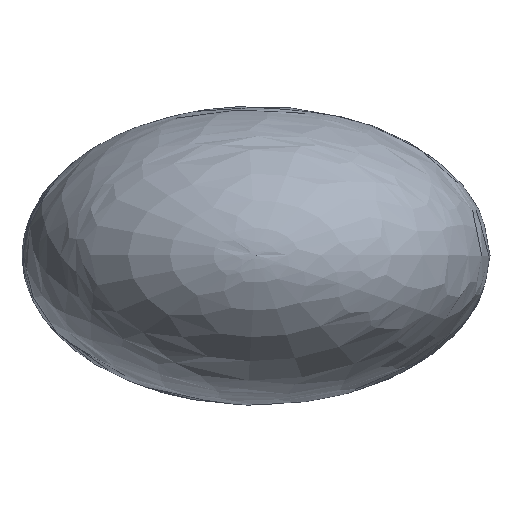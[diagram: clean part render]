
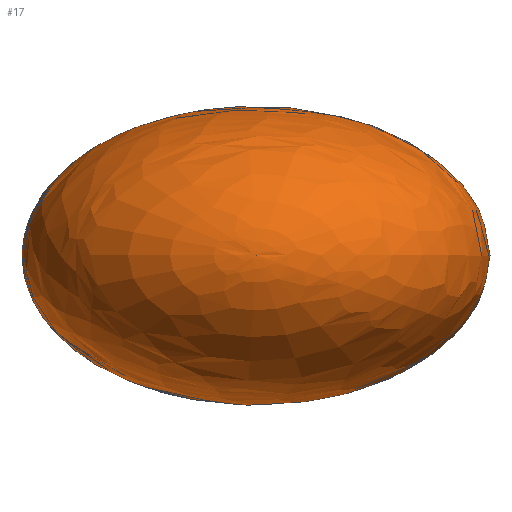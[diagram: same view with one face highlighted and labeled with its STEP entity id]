
A CAD part, top view. The second image highlights one B-rep face of the part: STEP entity #17.
In plain terms, the highlighted free-form (B-spline) face has degree [2, 2] with [7, 5] control points.
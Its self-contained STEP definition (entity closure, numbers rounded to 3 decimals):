
#17 = ADVANCED_FACE('',(#18,#108),#156,.T.);
#18 = FACE_BOUND('',#19,.T.);
#19 = EDGE_LOOP('',(#20,#32,#33,#44,#55,#66,#76,#77,#88,#99));
#20 = ORIENTED_EDGE('',*,*,#21,.T.);
#21 = EDGE_CURVE('',#22,#24,#26,.T.);
#22 = VERTEX_POINT('',#23);
#23 = CARTESIAN_POINT('',(2.75,0.,1.277));
#24 = VERTEX_POINT('',#25);
#25 = CARTESIAN_POINT('',(0.,0.,7.2));
#26 = ( BOUNDED_CURVE() B_SPLINE_CURVE(2,(#27,#28,#29,#30,#31),
.UNSPECIFIED.,.F.,.F.) B_SPLINE_CURVE_WITH_KNOTS((3,2,3),(4.712
,6.283,7.854),.PIECEWISE_BEZIER_KNOTS.) CURVE() 
GEOMETRIC_REPRESENTATION_ITEM() RATIONAL_B_SPLINE_CURVE((1.,
0.707,1.,0.707,1.)) REPRESENTATION_ITEM('') );
#27 = CARTESIAN_POINT('',(0.,0.,0.));
#28 = CARTESIAN_POINT('',(3.6,0.,0.));
#29 = CARTESIAN_POINT('',(3.6,0.,3.6));
#30 = CARTESIAN_POINT('',(3.6,0.,7.2));
#31 = CARTESIAN_POINT('',(0.,0.,7.2));
#32 = ORIENTED_EDGE('',*,*,#21,.F.);
#33 = ORIENTED_EDGE('',*,*,#34,.F.);
#34 = EDGE_CURVE('',#35,#22,#37,.T.);
#35 = VERTEX_POINT('',#36);
#36 = CARTESIAN_POINT('',(2.75,0.25,1.31));
#37 = B_SPLINE_CURVE_WITH_KNOTS('',5,(#38,#39,#40,#41,#42,#43),
  .UNSPECIFIED.,.F.,.F.,(6,6),(0.,1.),.PIECEWISE_BEZIER_KNOTS.);
#38 = CARTESIAN_POINT('',(2.75,0.25,1.31));
#39 = CARTESIAN_POINT('',(2.75,0.2,1.297));
#40 = CARTESIAN_POINT('',(2.75,0.15,1.287));
#41 = CARTESIAN_POINT('',(2.75,0.1,1.28));
#42 = CARTESIAN_POINT('',(2.75,0.05,1.277));
#43 = CARTESIAN_POINT('',(2.75,0.,1.277));
#44 = ORIENTED_EDGE('',*,*,#45,.T.);
#45 = EDGE_CURVE('',#35,#46,#48,.T.);
#46 = VERTEX_POINT('',#47);
#47 = CARTESIAN_POINT('',(2.25,0.25,0.817));
#48 = B_SPLINE_CURVE_WITH_KNOTS('',5,(#49,#50,#51,#52,#53,#54),
  .UNSPECIFIED.,.F.,.F.,(6,6),(0.,1.),.PIECEWISE_BEZIER_KNOTS.);
#49 = CARTESIAN_POINT('',(2.75,0.25,1.31));
#50 = CARTESIAN_POINT('',(2.66,0.25,1.202));
#51 = CARTESIAN_POINT('',(2.565,0.25,1.098));
#52 = CARTESIAN_POINT('',(2.464,0.25,0.999));
#53 = CARTESIAN_POINT('',(2.359,0.25,0.905));
#54 = CARTESIAN_POINT('',(2.25,0.25,0.817));
#55 = ORIENTED_EDGE('',*,*,#56,.T.);
#56 = EDGE_CURVE('',#46,#57,#59,.T.);
#57 = VERTEX_POINT('',#58);
#58 = CARTESIAN_POINT('',(2.25,0.,0.79));
#59 = B_SPLINE_CURVE_WITH_KNOTS('',5,(#60,#61,#62,#63,#64,#65),
  .UNSPECIFIED.,.F.,.F.,(6,6),(0.,1.),.PIECEWISE_BEZIER_KNOTS.);
#60 = CARTESIAN_POINT('',(2.25,0.25,0.817));
#61 = CARTESIAN_POINT('',(2.25,0.199,0.806));
#62 = CARTESIAN_POINT('',(2.25,0.149,0.798));
#63 = CARTESIAN_POINT('',(2.25,0.099,0.792));
#64 = CARTESIAN_POINT('',(2.25,0.049,0.79));
#65 = CARTESIAN_POINT('',(2.25,0.,0.79));
#66 = ORIENTED_EDGE('',*,*,#67,.F.);
#67 = EDGE_CURVE('',#68,#57,#70,.T.);
#68 = VERTEX_POINT('',#69);
#69 = CARTESIAN_POINT('',(0.,0.,0.));
#70 = ( BOUNDED_CURVE() B_SPLINE_CURVE(2,(#71,#72,#73,#74,#75),
.UNSPECIFIED.,.F.,.F.) B_SPLINE_CURVE_WITH_KNOTS((3,2,3),(4.712
,6.283,7.854),.PIECEWISE_BEZIER_KNOTS.) CURVE() 
GEOMETRIC_REPRESENTATION_ITEM() RATIONAL_B_SPLINE_CURVE((1.,
0.707,1.,0.707,1.)) REPRESENTATION_ITEM('') );
#71 = CARTESIAN_POINT('',(0.,0.,0.));
#72 = CARTESIAN_POINT('',(3.6,0.,0.));
#73 = CARTESIAN_POINT('',(3.6,0.,3.6));
#74 = CARTESIAN_POINT('',(3.6,0.,7.2));
#75 = CARTESIAN_POINT('',(0.,0.,7.2));
#76 = ORIENTED_EDGE('',*,*,#67,.T.);
#77 = ORIENTED_EDGE('',*,*,#78,.T.);
#78 = EDGE_CURVE('',#57,#79,#81,.T.);
#79 = VERTEX_POINT('',#80);
#80 = CARTESIAN_POINT('',(2.25,-0.25,0.817));
#81 = B_SPLINE_CURVE_WITH_KNOTS('',5,(#82,#83,#84,#85,#86,#87),
  .UNSPECIFIED.,.F.,.F.,(6,6),(0.,1.),.PIECEWISE_BEZIER_KNOTS.);
#82 = CARTESIAN_POINT('',(2.25,0.,0.79));
#83 = CARTESIAN_POINT('',(2.25,-0.049,0.79));
#84 = CARTESIAN_POINT('',(2.25,-0.099,0.792));
#85 = CARTESIAN_POINT('',(2.25,-0.149,0.798));
#86 = CARTESIAN_POINT('',(2.25,-0.199,0.806));
#87 = CARTESIAN_POINT('',(2.25,-0.25,0.817));
#88 = ORIENTED_EDGE('',*,*,#89,.F.);
#89 = EDGE_CURVE('',#90,#79,#92,.T.);
#90 = VERTEX_POINT('',#91);
#91 = CARTESIAN_POINT('',(2.75,-0.25,1.31));
#92 = B_SPLINE_CURVE_WITH_KNOTS('',5,(#93,#94,#95,#96,#97,#98),
  .UNSPECIFIED.,.F.,.F.,(6,6),(0.,1.),.PIECEWISE_BEZIER_KNOTS.);
#93 = CARTESIAN_POINT('',(2.75,-0.25,1.31));
#94 = CARTESIAN_POINT('',(2.66,-0.25,1.202));
#95 = CARTESIAN_POINT('',(2.565,-0.25,1.098));
#96 = CARTESIAN_POINT('',(2.464,-0.25,0.999));
#97 = CARTESIAN_POINT('',(2.359,-0.25,0.905));
#98 = CARTESIAN_POINT('',(2.25,-0.25,0.817));
#99 = ORIENTED_EDGE('',*,*,#100,.F.);
#100 = EDGE_CURVE('',#22,#90,#101,.T.);
#101 = B_SPLINE_CURVE_WITH_KNOTS('',5,(#102,#103,#104,#105,#106,#107),
  .UNSPECIFIED.,.F.,.F.,(6,6),(0.,1.),.PIECEWISE_BEZIER_KNOTS.);
#102 = CARTESIAN_POINT('',(2.75,0.,1.277));
#103 = CARTESIAN_POINT('',(2.75,-0.05,1.277));
#104 = CARTESIAN_POINT('',(2.75,-0.1,1.28));
#105 = CARTESIAN_POINT('',(2.75,-0.15,1.287));
#106 = CARTESIAN_POINT('',(2.75,-0.2,1.297));
#107 = CARTESIAN_POINT('',(2.75,-0.25,1.31));
#108 = FACE_BOUND('',#109,.T.);
#109 = EDGE_LOOP('',(#110,#124,#135,#147));
#110 = ORIENTED_EDGE('',*,*,#111,.F.);
#111 = EDGE_CURVE('',#112,#114,#116,.T.);
#112 = VERTEX_POINT('',#113);
#113 = CARTESIAN_POINT('',(-2.75,-0.25,1.31));
#114 = VERTEX_POINT('',#115);
#115 = CARTESIAN_POINT('',(-2.75,0.25,1.31));
#116 = B_SPLINE_CURVE_WITH_KNOTS('',6,(#117,#118,#119,#120,#121,#122,
    #123),.UNSPECIFIED.,.F.,.F.,(7,7),(0.,1.),.PIECEWISE_BEZIER_KNOTS.);
#117 = CARTESIAN_POINT('',(-2.75,-0.25,1.31));
#118 = CARTESIAN_POINT('',(-2.75,-0.168,1.288));
#119 = CARTESIAN_POINT('',(-2.75,-0.085,1.275));
#120 = CARTESIAN_POINT('',(-2.75,0.,1.27));
#121 = CARTESIAN_POINT('',(-2.75,0.085,1.275));
#122 = CARTESIAN_POINT('',(-2.75,0.168,1.288));
#123 = CARTESIAN_POINT('',(-2.75,0.25,1.31));
#124 = ORIENTED_EDGE('',*,*,#125,.F.);
#125 = EDGE_CURVE('',#126,#112,#128,.T.);
#126 = VERTEX_POINT('',#127);
#127 = CARTESIAN_POINT('',(-2.25,-0.25,0.817));
#128 = B_SPLINE_CURVE_WITH_KNOTS('',5,(#129,#130,#131,#132,#133,#134),
  .UNSPECIFIED.,.F.,.F.,(6,6),(0.,1.),.PIECEWISE_BEZIER_KNOTS.);
#129 = CARTESIAN_POINT('',(-2.25,-0.25,0.817));
#130 = CARTESIAN_POINT('',(-2.359,-0.25,0.906));
#131 = CARTESIAN_POINT('',(-2.464,-0.25,0.999));
#132 = CARTESIAN_POINT('',(-2.565,-0.25,1.098));
#133 = CARTESIAN_POINT('',(-2.66,-0.25,1.202));
#134 = CARTESIAN_POINT('',(-2.75,-0.25,1.31));
#135 = ORIENTED_EDGE('',*,*,#136,.T.);
#136 = EDGE_CURVE('',#126,#137,#139,.T.);
#137 = VERTEX_POINT('',#138);
#138 = CARTESIAN_POINT('',(-2.25,0.25,0.817));
#139 = B_SPLINE_CURVE_WITH_KNOTS('',6,(#140,#141,#142,#143,#144,#145,
    #146),.UNSPECIFIED.,.F.,.F.,(7,7),(0.,1.),.PIECEWISE_BEZIER_KNOTS.);
#140 = CARTESIAN_POINT('',(-2.25,-0.25,0.817));
#141 = CARTESIAN_POINT('',(-2.25,-0.167,0.799));
#142 = CARTESIAN_POINT('',(-2.25,-0.084,0.788));
#143 = CARTESIAN_POINT('',(-2.25,0.,0.784));
#144 = CARTESIAN_POINT('',(-2.25,0.084,0.788));
#145 = CARTESIAN_POINT('',(-2.25,0.167,0.799));
#146 = CARTESIAN_POINT('',(-2.25,0.25,0.817));
#147 = ORIENTED_EDGE('',*,*,#148,.T.);
#148 = EDGE_CURVE('',#137,#114,#149,.T.);
#149 = B_SPLINE_CURVE_WITH_KNOTS('',5,(#150,#151,#152,#153,#154,#155),
  .UNSPECIFIED.,.F.,.F.,(6,6),(0.,1.),.PIECEWISE_BEZIER_KNOTS.);
#150 = CARTESIAN_POINT('',(-2.25,0.25,0.817));
#151 = CARTESIAN_POINT('',(-2.359,0.25,0.906));
#152 = CARTESIAN_POINT('',(-2.464,0.25,0.999));
#153 = CARTESIAN_POINT('',(-2.565,0.25,1.098));
#154 = CARTESIAN_POINT('',(-2.66,0.25,1.202));
#155 = CARTESIAN_POINT('',(-2.75,0.25,1.31));
#156 = ( BOUNDED_SURFACE() B_SPLINE_SURFACE(2,2,(
    (#157,#158,#159,#160,#161)
    ,(#162,#163,#164,#165,#166)
    ,(#167,#168,#169,#170,#171)
    ,(#172,#173,#174,#175,#176)
    ,(#177,#178,#179,#180,#181)
    ,(#182,#183,#184,#185,#186)
    ,(#187,#188,#189,#190,#191
)),.UNSPECIFIED.,.T.,.F.,.F.) B_SPLINE_SURFACE_WITH_KNOTS((1,2,2,2,2,1),
  (3,2,3),(-2.094,0.,2.094,4.189,
    6.283,8.378),(-1.571,0.,1.571),
.UNSPECIFIED.) GEOMETRIC_REPRESENTATION_ITEM() RATIONAL_B_SPLINE_SURFACE
((
    (1.,0.707,1.,0.707,1.)
    ,(0.5,0.354,0.5,0.354,0.5)
    ,(1.,0.707,1.,0.707,1.)
    ,(0.5,0.354,0.5,0.354,0.5)
    ,(1.,0.707,1.,0.707,1.)
    ,(0.5,0.354,0.5,0.354,0.5)
,(1.,0.707,1.,0.707,1.
))) REPRESENTATION_ITEM('') SURFACE() );
#157 = CARTESIAN_POINT('',(0.,0.,0.));
#158 = CARTESIAN_POINT('',(3.6,0.,0.));
#159 = CARTESIAN_POINT('',(3.6,0.,3.6));
#160 = CARTESIAN_POINT('',(3.6,0.,7.2));
#161 = CARTESIAN_POINT('',(0.,0.,7.2));
#162 = CARTESIAN_POINT('',(0.,0.,0.));
#163 = CARTESIAN_POINT('',(3.6,3.984,0.));
#164 = CARTESIAN_POINT('',(3.6,3.984,3.6));
#165 = CARTESIAN_POINT('',(3.6,3.984,7.2));
#166 = CARTESIAN_POINT('',(0.,0.,7.2));
#167 = CARTESIAN_POINT('',(0.,0.,0.));
#168 = CARTESIAN_POINT('',(-1.8,1.992,0.));
#169 = CARTESIAN_POINT('',(-1.8,1.992,3.6));
#170 = CARTESIAN_POINT('',(-1.8,1.992,7.2));
#171 = CARTESIAN_POINT('',(0.,0.,7.2));
#172 = CARTESIAN_POINT('',(0.,0.,0.));
#173 = CARTESIAN_POINT('',(-7.2,0.,0.));
#174 = CARTESIAN_POINT('',(-7.2,0.,3.6));
#175 = CARTESIAN_POINT('',(-7.2,0.,7.2));
#176 = CARTESIAN_POINT('',(0.,0.,7.2));
#177 = CARTESIAN_POINT('',(0.,0.,0.));
#178 = CARTESIAN_POINT('',(-1.8,-1.992,0.));
#179 = CARTESIAN_POINT('',(-1.8,-1.992,3.6));
#180 = CARTESIAN_POINT('',(-1.8,-1.992,7.2));
#181 = CARTESIAN_POINT('',(0.,0.,7.2)
  );
#182 = CARTESIAN_POINT('',(0.,0.,0.));
#183 = CARTESIAN_POINT('',(3.6,-3.984,0.));
#184 = CARTESIAN_POINT('',(3.6,-3.984,3.6));
#185 = CARTESIAN_POINT('',(3.6,-3.984,7.2));
#186 = CARTESIAN_POINT('',(0.,0.,7.2));
#187 = CARTESIAN_POINT('',(0.,0.,0.));
#188 = CARTESIAN_POINT('',(3.6,0.,0.));
#189 = CARTESIAN_POINT('',(3.6,0.,3.6));
#190 = CARTESIAN_POINT('',(3.6,0.,7.2));
#191 = CARTESIAN_POINT('',(0.,0.,7.2));
